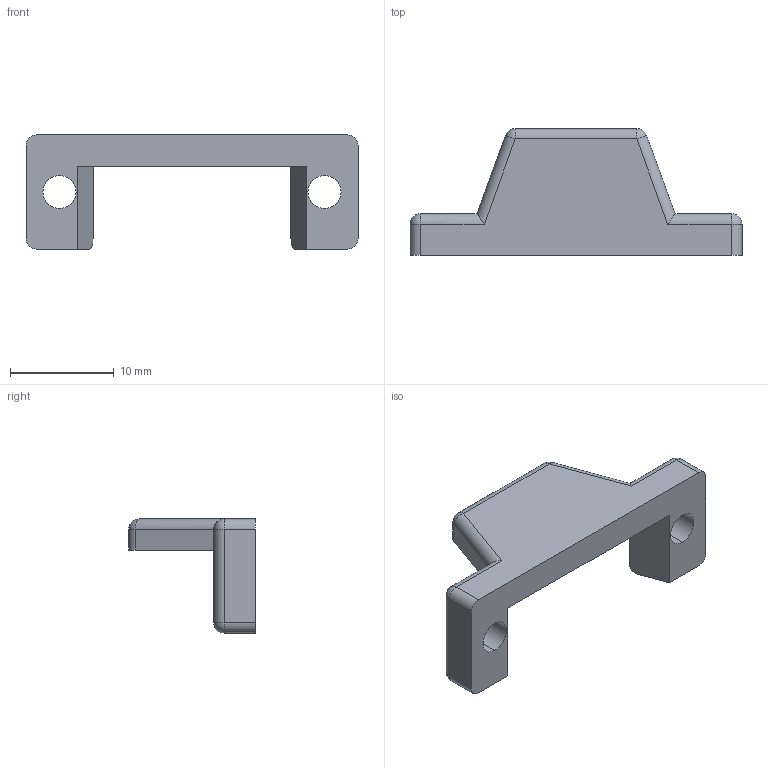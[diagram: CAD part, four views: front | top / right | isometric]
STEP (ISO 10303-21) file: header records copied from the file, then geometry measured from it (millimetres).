
FILE_DESCRIPTION (( 'STEP AP214' ), '1' );
FILE_NAME ('Couvercle_Dispositif.STEP', '2020-06-12T07:27:46', ( '' ), ( '' ), 'SwSTEP 2.0', 'SolidWorks 2015', '' );
FILE_SCHEMA (( 'AUTOMOTIVE_DESIGN' ));
Length unit declared in the file: millimetre
Products named in the file (1): Couvercle_Dispositif
Bounding box: 32 x 12.21 x 11 mm (x, y, z)
Volume: 1062.9 mm3; surface area: 1090.8 mm2
Topology: 1 solids, 1 shells, 39 faces, 95 edges, 52 vertices
Faces by surface type: cylinder 19, plane 14, sphere 6
Entity records: 1121 total; most frequent: DIRECTION 197, CARTESIAN_POINT 193, ORIENTED_EDGE 178, EDGE_CURVE 89, AXIS2_PLACEMENT_3D 72, LINE 53, VECTOR 53, VERTEX_POINT 52
